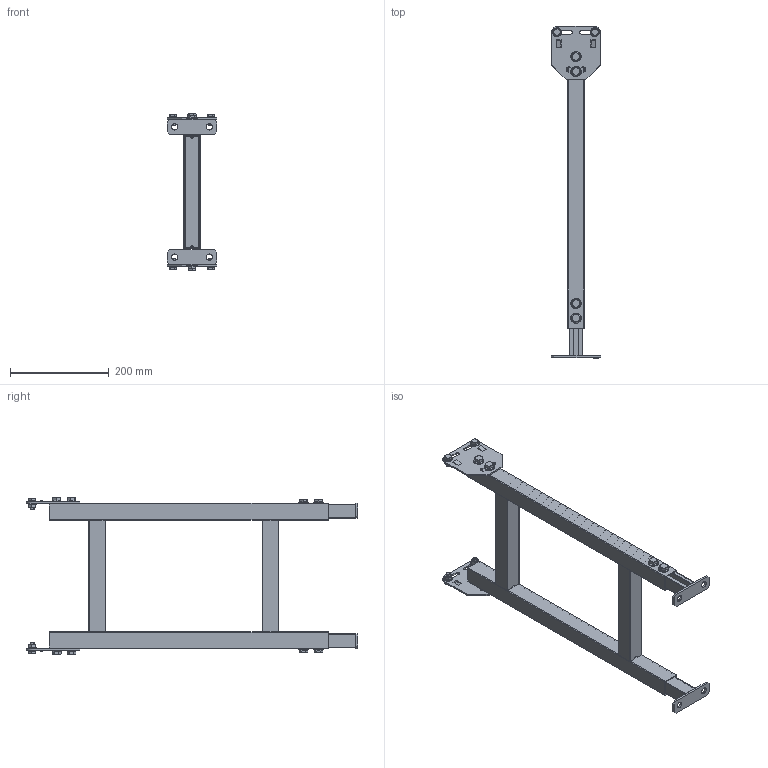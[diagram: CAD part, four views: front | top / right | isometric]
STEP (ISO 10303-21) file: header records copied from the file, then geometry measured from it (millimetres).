
FILE_DESCRIPTION (( 'STEP AP214' ), '1' );
FILE_NAME ('S110970.step', '2020-10-28T13:59:08', ( '' ), ( '' ), 'SwSTEP 2.0', 'SolidWorks 2018', '' );
FILE_SCHEMA (( 'AUTOMOTIVE_DESIGN' ));
Length unit declared in the file: millimetre
Products named in the file (13): S100111_Vierkantrohr-34x34x2_L565 li; S110957_SBL-680-1100-Grundkörper-300; S100229_Sperrzahnschraube_M10x20-8.8-A2K; S100118_DIN6923-M8_Hexagon Flange Nut DIN 6923 - M8 - C; S100994_Sperrzahnschraube_M08x16-8.8-A2K; S111132_C-Profil-28-28-2_KFG_L510; S109506_Klemmplatte-SBL; S100112_Fußplatte; S100110_Befestigungsplatte_F〉-St》ze-Leicht; S100111_Vierkantrohr-34x34x2_L565 re; S100111_Vierkantrohr-34x34x2_L226-Quer; S110955_SBL-680-1100-Fuß_Breite ab 400; S110970
Assembly tree (31 placements, depth 3):
  S110970
    S110957_SBL-680-1100-Grundkörper-300
      S100111_Vierkantrohr-34x34x2_L565 li
      S100111_Vierkantrohr-34x34x2_L565 re
      S100111_Vierkantrohr-34x34x2_L226-Quer  x2
    S110955_SBL-680-1100-Fuß_Breite ab 400  x2
      S111132_C-Profil-28-28-2_KFG_L510
      S100112_Fußplatte
    S100110_Befestigungsplatte_F〉-St》ze-Leicht  x2
    S109506_Klemmplatte-SBL  x4
    S100229_Sperrzahnschraube_M10x20-8.8-A2K  x8
    S100994_Sperrzahnschraube_M08x16-8.8-A2K  x4
    S100118_DIN6923-M8_Hexagon Flange Nut DIN 6923 - M8 - C  x4
Bounding box: 100 x 672 x 317 mm (x, y, z)
Volume: 734802 mm3; surface area: 681662 mm2
Topology: 34 solids, 34 shells, 842 faces, 1990 edges, 1228 vertices
Faces by surface type: plane 360, cone 216, cylinder 186, bspline 56, torus 24
Entity records: 10409 total; most frequent: CARTESIAN_POINT 2309, DIRECTION 1474, ORIENTED_EDGE 1434, EDGE_CURVE 717, AXIS2_PLACEMENT_3D 556, VERTEX_POINT 455, LINE 362, VECTOR 362
